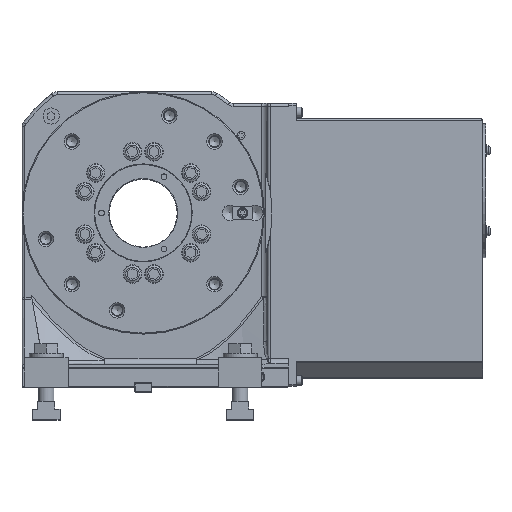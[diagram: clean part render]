
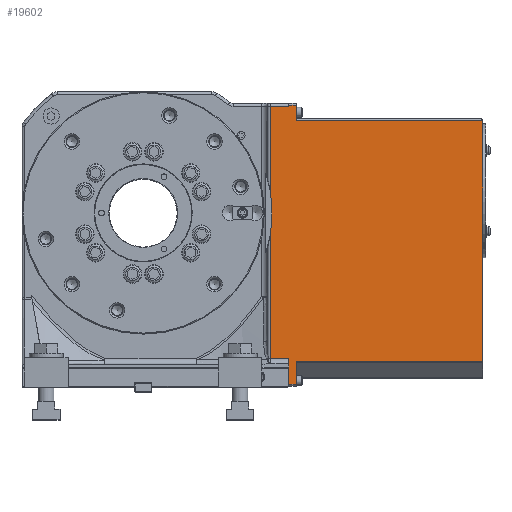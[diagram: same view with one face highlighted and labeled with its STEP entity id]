
A CAD part, top view. The second image highlights one B-rep face of the part: STEP entity #19602.
In plain terms, the highlighted planar face has unit normal (0, 0, 1).
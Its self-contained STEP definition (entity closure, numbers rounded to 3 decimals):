
#810=CIRCLE('',#21025,133.);
#4659=ORIENTED_EDGE('',*,*,#7680,.F.);
#4660=ORIENTED_EDGE('',*,*,#8201,.T.);
#4661=ORIENTED_EDGE('',*,*,#8202,.T.);
#4662=ORIENTED_EDGE('',*,*,#6450,.F.);
#4663=ORIENTED_EDGE('',*,*,#8203,.T.);
#4664=ORIENTED_EDGE('',*,*,#8204,.T.);
#4665=ORIENTED_EDGE('',*,*,#8205,.T.);
#4666=ORIENTED_EDGE('',*,*,#6438,.F.);
#4667=ORIENTED_EDGE('',*,*,#8206,.T.);
#4668=ORIENTED_EDGE('',*,*,#8207,.T.);
#4669=ORIENTED_EDGE('',*,*,#8208,.T.);
#4670=ORIENTED_EDGE('',*,*,#8209,.F.);
#4671=ORIENTED_EDGE('',*,*,#8147,.T.);
#4672=ORIENTED_EDGE('',*,*,#8140,.T.);
#6438=EDGE_CURVE('',#8927,#8928,#10729,.T.);
#6450=EDGE_CURVE('',#8939,#8940,#10734,.T.);
#7680=EDGE_CURVE('',#9860,#9861,#810,.T.);
#8140=EDGE_CURVE('',#10198,#9861,#11884,.F.);
#8147=EDGE_CURVE('',#10202,#10198,#11887,.T.);
#8201=EDGE_CURVE('',#9860,#10196,#11914,.F.);
#8202=EDGE_CURVE('',#10196,#8940,#11915,.T.);
#8203=EDGE_CURVE('',#8939,#10230,#11916,.T.);
#8204=EDGE_CURVE('',#10230,#10231,#11917,.T.);
#8205=EDGE_CURVE('',#10231,#8928,#11918,.F.);
#8206=EDGE_CURVE('',#8927,#10232,#11919,.T.);
#8207=EDGE_CURVE('',#10232,#10233,#11920,.T.);
#8208=EDGE_CURVE('',#10233,#10234,#11921,.F.);
#8209=EDGE_CURVE('',#10202,#10234,#11922,.T.);
#8927=VERTEX_POINT('',#28198);
#8928=VERTEX_POINT('',#28200);
#8939=VERTEX_POINT('',#28223);
#8940=VERTEX_POINT('',#28225);
#9860=VERTEX_POINT('',#31736);
#9861=VERTEX_POINT('',#31738);
#10196=VERTEX_POINT('',#33378);
#10198=VERTEX_POINT('',#33400);
#10202=VERTEX_POINT('',#33411);
#10230=VERTEX_POINT('',#33544);
#10231=VERTEX_POINT('',#33546);
#10232=VERTEX_POINT('',#33549);
#10233=VERTEX_POINT('',#33551);
#10234=VERTEX_POINT('',#33553);
#10729=LINE('',#28199,#12424);
#10734=LINE('',#28224,#12429);
#11884=LINE('',#33399,#13579);
#11887=LINE('',#33413,#13582);
#11914=LINE('',#33541,#13609);
#11915=LINE('',#33542,#13610);
#11916=LINE('',#33543,#13611);
#11917=LINE('',#33545,#13612);
#11918=LINE('',#33547,#13613);
#11919=LINE('',#33548,#13614);
#11920=LINE('',#33550,#13615);
#11921=LINE('',#33552,#13616);
#11922=LINE('',#33554,#13617);
#12424=VECTOR('',#22351,1000.);
#12429=VECTOR('',#22372,1000.);
#13579=VECTOR('',#26178,1000.);
#13582=VECTOR('',#26193,1000.);
#13609=VECTOR('',#26312,1000.);
#13610=VECTOR('',#26313,1000.);
#13611=VECTOR('',#26314,1000.);
#13612=VECTOR('',#26315,1000.);
#13613=VECTOR('',#26316,1000.);
#13614=VECTOR('',#26317,1000.);
#13615=VECTOR('',#26318,1000.);
#13616=VECTOR('',#26319,1000.);
#13617=VECTOR('',#26320,1000.);
#15317=EDGE_LOOP('',(#4659,#4660,#4661,#4662,#4663,#4664,#4665,#4666,#4667,
#4668,#4669,#4670,#4671,#4672));
#17231=FACE_BOUND('',#15317,.T.);
#18411=PLANE('',#21533);
#19602=ADVANCED_FACE('',(#17231),#18411,.T.);
#21025=AXIS2_PLACEMENT_3D('',#31737,#25065,#25066);
#21533=AXIS2_PLACEMENT_3D('',#33540,#26310,#26311);
#22351=DIRECTION('',(0.,-1.,0.));
#22372=DIRECTION('',(0.,1.,0.));
#25065=DIRECTION('',(0.,0.,1.));
#25066=DIRECTION('',(1.,0.,0.));
#26178=DIRECTION('',(0.,1.,0.));
#26193=DIRECTION('',(-1.,0.,0.));
#26310=DIRECTION('',(0.,0.,1.));
#26311=DIRECTION('',(1.,0.,0.));
#26312=DIRECTION('',(0.,1.,0.));
#26313=DIRECTION('',(1.,0.,0.));
#26314=DIRECTION('',(1.,0.,0.));
#26315=DIRECTION('',(0.,1.,0.));
#26316=DIRECTION('',(-1.,0.,0.));
#26317=DIRECTION('',(-1.,0.,0.));
#26318=DIRECTION('',(0.,1.,0.));
#26319=DIRECTION('',(1.,0.,0.));
#26320=DIRECTION('',(0.,1.,0.));
#28198=CARTESIAN_POINT('',(350.,95.,70.));
#28199=CARTESIAN_POINT('',(350.,97.,70.));
#28200=CARTESIAN_POINT('',(350.,-153.172,70.));
#28223=CARTESIAN_POINT('',(150.,-176.5,70.));
#28224=CARTESIAN_POINT('',(150.,113.,70.));
#28225=CARTESIAN_POINT('',(150.,-150.,70.));
#31736=CARTESIAN_POINT('',(131.,-22.978,70.));
#31737=CARTESIAN_POINT('',(0.,0.,70.));
#31738=CARTESIAN_POINT('',(131.,22.978,70.));
#33378=CARTESIAN_POINT('',(131.,-150.,70.));
#33399=CARTESIAN_POINT('',(131.,-150.,70.));
#33400=CARTESIAN_POINT('',(131.,110.,70.));
#33411=CARTESIAN_POINT('',(150.,110.,70.));
#33413=CARTESIAN_POINT('',(128.,110.,70.));
#33540=CARTESIAN_POINT('',(-200.,-156.,70.));
#33541=CARTESIAN_POINT('',(131.,-150.,70.));
#33542=CARTESIAN_POINT('',(-200.,-150.,70.));
#33543=CARTESIAN_POINT('',(150.,-176.5,70.));
#33544=CARTESIAN_POINT('',(158.,-176.5,70.));
#33545=CARTESIAN_POINT('',(158.,113.,70.));
#33546=CARTESIAN_POINT('',(158.,-153.172,70.));
#33547=CARTESIAN_POINT('',(150.,-153.172,70.));
#33548=CARTESIAN_POINT('',(150.,95.,70.));
#33549=CARTESIAN_POINT('',(158.,95.,70.));
#33550=CARTESIAN_POINT('',(158.,113.,70.));
#33551=CARTESIAN_POINT('',(158.,111.,70.));
#33552=CARTESIAN_POINT('',(150.,111.,70.));
#33553=CARTESIAN_POINT('',(150.,111.,70.));
#33554=CARTESIAN_POINT('',(150.,113.,70.));
